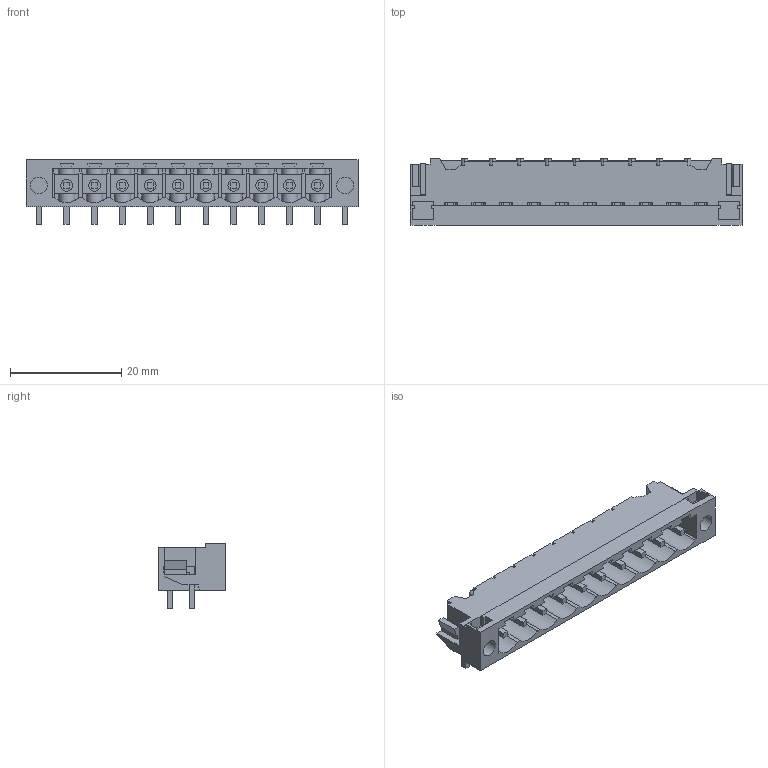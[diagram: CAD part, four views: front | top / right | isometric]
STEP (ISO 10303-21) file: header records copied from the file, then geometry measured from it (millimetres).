
FILE_DESCRIPTION(('CATIA V5 STEP Exchange','CAx-IF Rec.Pracs.--- Model Styling and Organization---1.2---2011-12-15'),'2;1');
FILE_NAME ('7601251_2_1840430000_1840430000.stp','2018-03-08T09:44:55+00:00',('none'),('Weidmueller'),'CATIA Version 5-6 Release 2014','CATIA V5 STEP AP214','none');
FILE_SCHEMA(('AUTOMOTIVE_DESIGN { 1 0 10303 214 1 1 1 1 }'));
Length unit declared in the file: millimetre
Products named in the file (1): 1840430000
Bounding box: 59.6 x 12 x 11.63 mm (x, y, z)
Volume: 2299.2 mm3; surface area: 5231.5 mm2
Topology: 13 solids, 13 shells, 743 faces, 2299 edges, 1563 vertices
Faces by surface type: plane 621, cylinder 122
Entity records: 24003 total; most frequent: CARTESIAN_POINT 4754, ORIENTED_EDGE 4598, DIRECTION 3070, EDGE_CURVE 2299, VECTOR 1936, LINE 1936, VERTEX_POINT 1563, EDGE_LOOP 768
